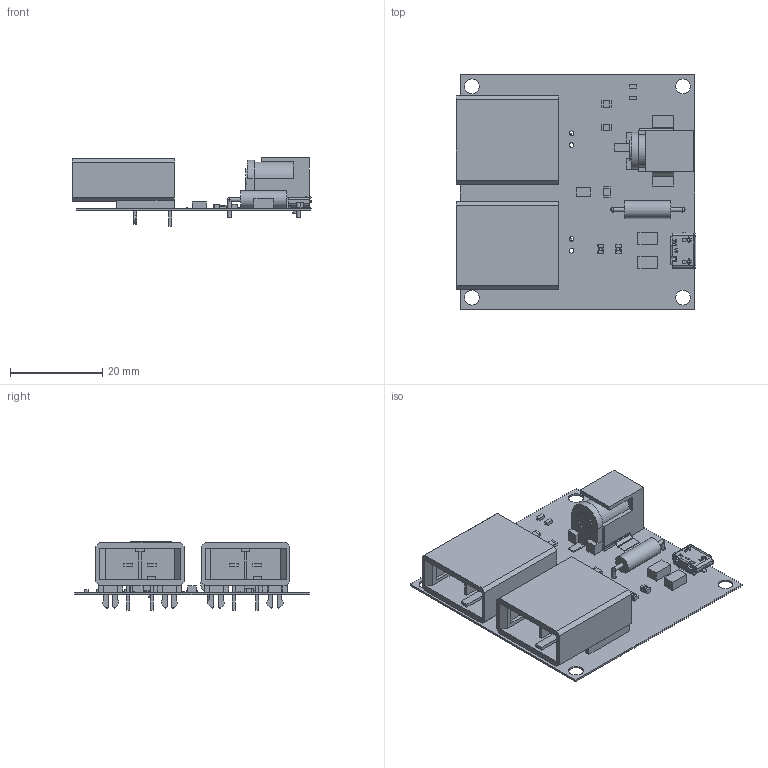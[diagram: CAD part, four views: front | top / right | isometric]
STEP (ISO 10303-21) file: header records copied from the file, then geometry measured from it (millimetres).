
FILE_DESCRIPTION(('Open CASCADE Model'),'2;1');
FILE_NAME('Open CASCADE Shape Model','2022-06-15T00:34:09',('Author'),( 'Open CASCADE'),'Open CASCADE STEP processor 6.8','Open CASCADE 6.8' ,'Unknown');
FILE_SCHEMA(('AUTOMOTIVE_DESIGN { 1 0 10303 214 1 1 1 1 }'));
Length unit declared in the file: millimetre
Products named in the file (55): PCB; Board; Open CASCADE STEP translator 6.8 1.1.1; R3; 7006649824; Cylinder; 5552982560; Sphere; 7006070576; 7006056656; U1; 6893232432; Extruded; R4; 7009696208; 6870022496; R2; 6373395840; 6373396240; R1; LED2; 6373400880; LED1; J6; Conn_Switchcraft_RASM722PTR13X_eec; J5; 6373403600; J4; 473460001; J3; J2; c-0179276-12-b-3d; J1; D2; 6373397120; D1; C2; Cap_Yageo_CC0805KKX7R7BB105_eec; Assem1; body ...
Assembly tree (66 placements, depth 5):
  PCB
    Board
      Open CASCADE STEP translator 6.8 1.1.1
    R3
      7006649824
        Cylinder
      5552982560  x2
        Sphere
      7006070576  x2
        Cylinder
      7006056656
        Cylinder
    U1
      6893232432
        Extruded
    R4
      7009696208
        Extruded
      6870022496  x2
        Extruded
    R2
      6373395840
        Extruded
      6373396240  x2
        Extruded
    R1
      6373395840
        Extruded
      6373396240  x2
        Extruded
    LED2
      6373400880
        Extruded
    LED1
      6373400880
        Extruded
    J6
      Conn_Switchcraft_RASM722PTR13X_eec
      Conn_Switchcraft_RASM722PTR13X_eec
      Conn_Switchcraft_RASM722PTR13X_eec
      Conn_Switchcraft_RASM722PTR13X_eec
    J5
      6373403600
        Extruded
    J4
      473460001
    J3
      6373403600
        Extruded
    J2
      c-0179276-12-b-3d
    J1
      c-0179276-12-b-3d
    D2
      6373397120
        Extruded
    D1
      6373397120
        Extruded
    C2
Bounding box: 51.89 x 50.8 x 14.79 mm (x, y, z)
Volume: 7000.1 mm3; surface area: 12938.4 mm2
Topology: 66 solids, 66 shells, 1300 faces, 3386 edges, 2200 vertices
Faces by surface type: plane 958, cylinder 233, bspline 74, sphere 22, torus 12, cone 1
Full cylindrical faces by diameter (mm): 0.83 x3, 1 x1, 1.016 x4, 1.1 x6, 1.78 x1, 1.93 x1, 3 x4, 3.2 x4, 3.842 x1, 3.9 x1, 6.3 x1
Entity records: 33028 total; most frequent: CARTESIAN_POINT 7563, ORIENTED_EDGE 4830, DIRECTION 4566, EDGE_CURVE 2415, LINE 1912, VECTOR 1912, VERTEX_POINT 1579, AXIS2_PLACEMENT_3D 1327
